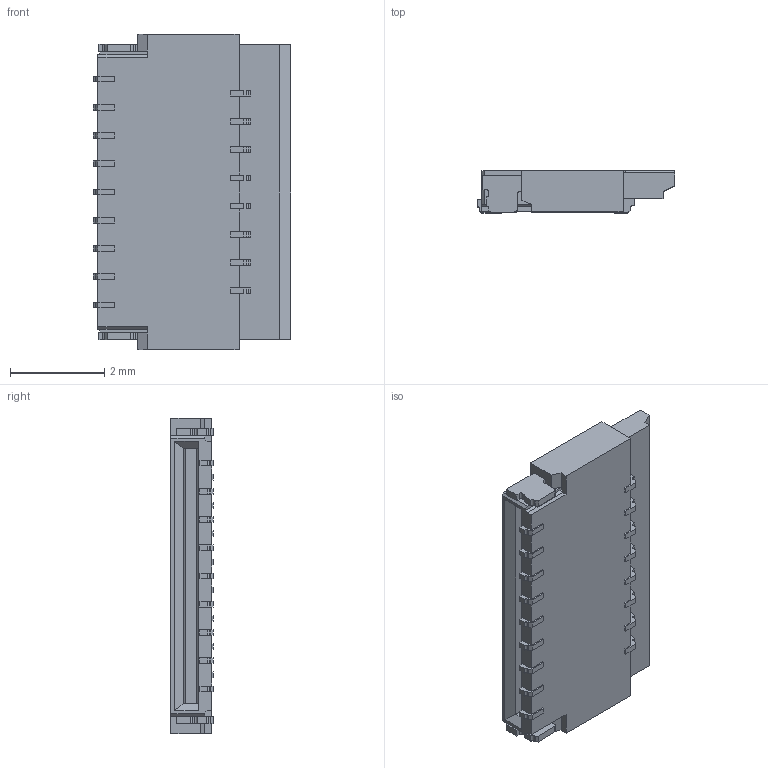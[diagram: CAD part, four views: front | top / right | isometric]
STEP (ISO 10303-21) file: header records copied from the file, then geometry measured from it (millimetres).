
FILE_DESCRIPTION(/* description */ (''),/* implementation_level */ '2;1');
FILE_NAME(/* name */ 'FH35-17S-0.3SHW.step',/* time_stamp */ '2023-04-16T04:43:55+02:00',/* author */ (''),/* organization */ (''),/* preprocessor_version */ 'ST-DEVELOPER v19.2',/* originating_system */ 'Autodesk Translation Framework v12.4.0.73',/* authorisation */ '');
FILE_SCHEMA (('AUTOMOTIVE_DESIGN { 1 0 10303 214 3 1 1 }'));
Length unit declared in the file: millimetre
Products named in the file (1): (Unsaved)
Bounding box: 4.2 x 0.9 x 6.7 mm (x, y, z)
Volume: 16.5 mm3; surface area: 104.5 mm2
Topology: 1 solids, 1 shells, 385 faces, 1207 edges, 802 vertices
Faces by surface type: plane 334, cylinder 51
Entity records: 13623 total; most frequent: ORIENTED_EDGE 2414, CARTESIAN_POINT 2395, DIRECTION 2113, EDGE_CURVE 1207, LINE 1073, VECTOR 1073, VERTEX_POINT 802, AXIS2_PLACEMENT_3D 520
